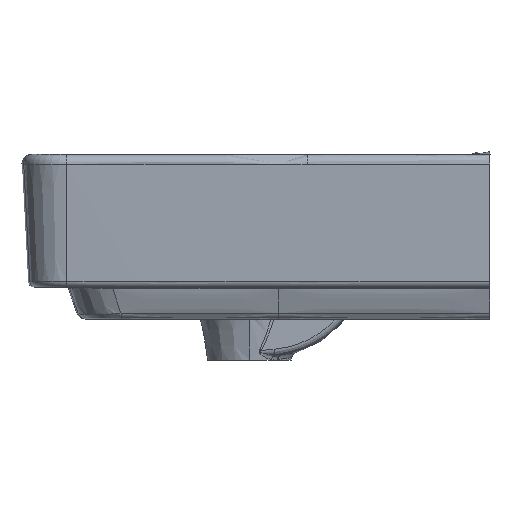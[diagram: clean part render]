
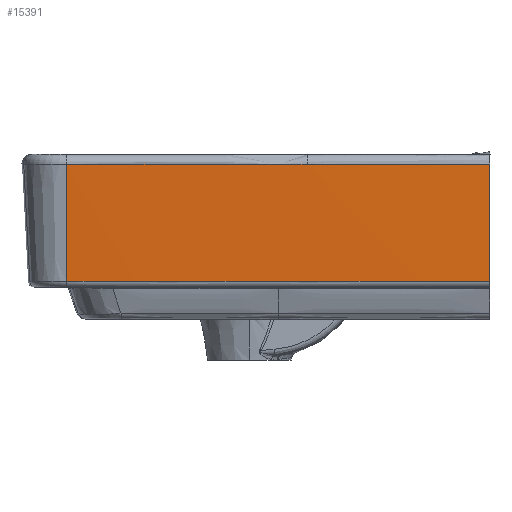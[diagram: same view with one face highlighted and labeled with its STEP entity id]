
A CAD part, left-side view. The second image highlights one B-rep face of the part: STEP entity #15391.
In plain terms, the highlighted conical face has half-angle 3 degrees and reference radius 8461 mm.
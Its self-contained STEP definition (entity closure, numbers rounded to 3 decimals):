
#12920=CARTESIAN_POINT('Vertex',(-268.416,143.996,19.738)) ;
#15236=CARTESIAN_POINT('Axis2P3D Location',(8186.,-6.,19.738)) ;
#15240=CARTESIAN_POINT('Vertex',(-267.744,-190.,19.738)) ;
#15242=CARTESIAN_POINT('Vertex',(-269.729,-22.948,19.738)) ;
#15245=CARTESIAN_POINT('Axis2P3D Location',(8186.,-6.,19.738)) ;
#15339=CARTESIAN_POINT('Axis2P3D Location',(8186.,-6.,120.)) ;
#15345=CARTESIAN_POINT('Control Point',(-272.592,-190.,112.22)) ;
#15346=CARTESIAN_POINT('Control Point',(-270.168,-190.,65.979)) ;
#15347=CARTESIAN_POINT('Control Point',(-267.744,-190.,19.738)) ;
#15348=CARTESIAN_POINT('Vertex',(-272.592,-190.,112.22)) ;
#15352=CARTESIAN_POINT('Control Point',(-274.494,-45.676,112.108)) ;
#15353=CARTESIAN_POINT('Control Point',(-274.359,-74.541,112.108)) ;
#15354=CARTESIAN_POINT('Control Point',(-274.101,-103.421,112.112)) ;
#15355=CARTESIAN_POINT('Control Point',(-273.721,-132.273,112.157)) ;
#15356=CARTESIAN_POINT('Control Point',(-273.218,-161.139,112.181)) ;
#15357=CARTESIAN_POINT('Control Point',(-272.592,-190.,112.22)) ;
#15358=CARTESIAN_POINT('Vertex',(-274.494,-45.676,112.108)) ;
#15362=CARTESIAN_POINT('Control Point',(-274.57,-22.958,112.107)) ;
#15363=CARTESIAN_POINT('Control Point',(-274.555,-30.531,112.107)) ;
#15364=CARTESIAN_POINT('Control Point',(-274.53,-38.103,112.107)) ;
#15365=CARTESIAN_POINT('Control Point',(-274.494,-45.676,112.107)) ;
#15366=CARTESIAN_POINT('Vertex',(-274.57,-22.958,112.107)) ;
#15370=CARTESIAN_POINT('Control Point',(-273.256,144.082,112.107)) ;
#15371=CARTESIAN_POINT('Control Point',(-274.244,88.408,112.107)) ;
#15372=CARTESIAN_POINT('Control Point',(-274.682,32.725,112.107)) ;
#15373=CARTESIAN_POINT('Control Point',(-274.57,-22.958,112.107)) ;
#15374=CARTESIAN_POINT('Vertex',(-273.256,144.082,112.107)) ;
#15377=CARTESIAN_POINT('Line Origine',(-126863.138,2390.008,2415971.079)) ;
#15379=VECTOR('Line Direction',#15378,1.) ;
#15237=DIRECTION('Axis2P3D Direction',(0.,0.,-1.)) ;
#15246=DIRECTION('Axis2P3D Direction',(0.,0.,-1.)) ;
#15340=DIRECTION('Axis2P3D Direction',(0.,0.,1.)) ;
#15341=DIRECTION('Axis2P3D XDirection',(-1.,-0.002,0.)) ;
#15378=DIRECTION('Vector Direction',(-0.052,0.001,0.999)) ;
#15238=AXIS2_PLACEMENT_3D('Circle Axis2P3D',#15236,#15237,$) ;
#15247=AXIS2_PLACEMENT_3D('Circle Axis2P3D',#15245,#15246,$) ;
#15342=AXIS2_PLACEMENT_3D('Cone Axis2P3D',#15339,#15340,#15341) ;
#15380=LINE('Line',#15377,#15379) ;
#15239=CIRCLE('generated circle',#15238,8455.746) ;
#15248=CIRCLE('generated circle',#15247,8455.746) ;
#15343=CONICAL_SURFACE('Cone',#15342,8461.001,0.052) ;
#15244=EDGE_CURVE('',#15241,#15243,#15239,.T.) ;
#15249=EDGE_CURVE('',#15243,#12921,#15248,.T.) ;
#15350=EDGE_CURVE('',#15349,#15241,#15344,.T.) ;
#15360=EDGE_CURVE('',#15359,#15349,#15351,.T.) ;
#15368=EDGE_CURVE('',#15367,#15359,#15361,.T.) ;
#15376=EDGE_CURVE('',#15375,#15367,#15369,.T.) ;
#15381=EDGE_CURVE('',#12921,#15375,#15380,.T.) ;
#15383=ORIENTED_EDGE('',*,*,#15249,.F.) ;
#15384=ORIENTED_EDGE('',*,*,#15244,.F.) ;
#15385=ORIENTED_EDGE('',*,*,#15350,.F.) ;
#15386=ORIENTED_EDGE('',*,*,#15360,.F.) ;
#15387=ORIENTED_EDGE('',*,*,#15368,.F.) ;
#15388=ORIENTED_EDGE('',*,*,#15376,.F.) ;
#15389=ORIENTED_EDGE('',*,*,#15381,.F.) ;
#15382=EDGE_LOOP('',(#15383,#15384,#15385,#15386,#15387,#15388,#15389)) ;
#12921=VERTEX_POINT('',#12920) ;
#15241=VERTEX_POINT('',#15240) ;
#15243=VERTEX_POINT('',#15242) ;
#15349=VERTEX_POINT('',#15348) ;
#15359=VERTEX_POINT('',#15358) ;
#15367=VERTEX_POINT('',#15366) ;
#15375=VERTEX_POINT('',#15374) ;
#15391=ADVANCED_FACE('Hauptk\X2\00F6\X0\rper',(#15390),#15343,.T.) ;
#15344=B_SPLINE_CURVE_WITH_KNOTS('',2,(#15345,#15346,#15347),.UNSPECIFIED.,.F.,.U.,(3,3),(-46.304,46.304),.UNSPECIFIED.) ;
#15351=B_SPLINE_CURVE_WITH_KNOTS('',5,(#15352,#15353,#15354,#15355,#15356,#15357),.UNSPECIFIED.,.F.,.U.,(6,6),(0.,144.349),.UNSPECIFIED.) ;
#15361=B_SPLINE_CURVE_WITH_KNOTS('',3,(#15362,#15363,#15364,#15365),.UNSPECIFIED.,.F.,.U.,(4,4),(0.987,1.256),.UNSPECIFIED.) ;
#15369=B_SPLINE_CURVE_WITH_KNOTS('',3,(#15370,#15371,#15372,#15373),.UNSPECIFIED.,.F.,.U.,(4,4),(-0.987,0.987),.UNSPECIFIED.) ;
#15390=FACE_OUTER_BOUND('',#15382,.T.) ;
